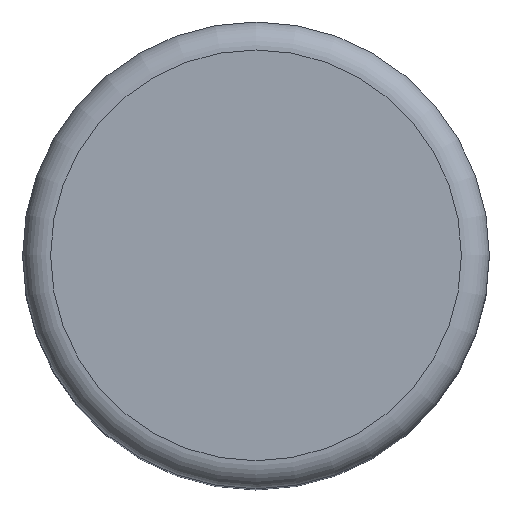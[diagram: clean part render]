
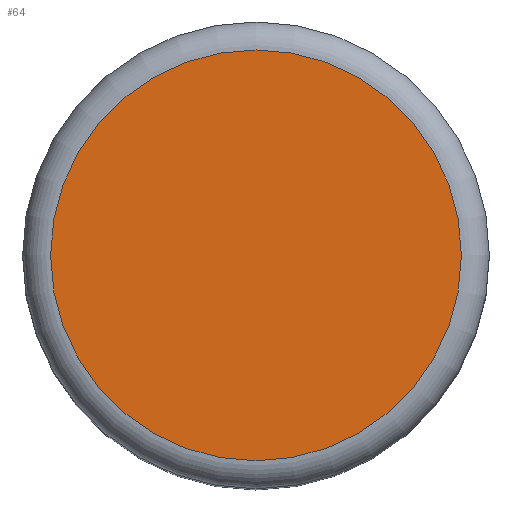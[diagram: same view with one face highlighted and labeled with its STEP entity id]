
A CAD part, top view. The second image highlights one B-rep face of the part: STEP entity #64.
In plain terms, the highlighted planar face has unit normal (0, 0, 1).
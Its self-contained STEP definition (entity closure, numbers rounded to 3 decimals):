
#64 = ADVANCED_FACE( '', ( #143 ), #144, .F. );
#143 = FACE_OUTER_BOUND( '', #237, .T. );
#144 = PLANE( '', #238 );
#237 = EDGE_LOOP( '', ( #343 ) );
#238 = AXIS2_PLACEMENT_3D( '', #344, #345, #346 );
#343 = ORIENTED_EDGE( '', *, *, #422, .T. );
#344 = CARTESIAN_POINT( '', ( 12.5, 0., 32.5 ) );
#345 = DIRECTION( '', ( 0., 0., -1. ) );
#346 = DIRECTION( '', ( -1., 0., 0. ) );
#422 = EDGE_CURVE( '', #468, #468, #469, .F. );
#468 = VERTEX_POINT( '', #530 );
#469 = CIRCLE( '', #531, 11. );
#530 = CARTESIAN_POINT( '', ( -11., 0., 32.5 ) );
#531 = AXIS2_PLACEMENT_3D( '', #593, #594, #595 );
#593 = CARTESIAN_POINT( '', ( 0., 0., 32.5 ) );
#594 = DIRECTION( '', ( 0., 0., -1. ) );
#595 = DIRECTION( '', ( -1., 0., 0. ) );
